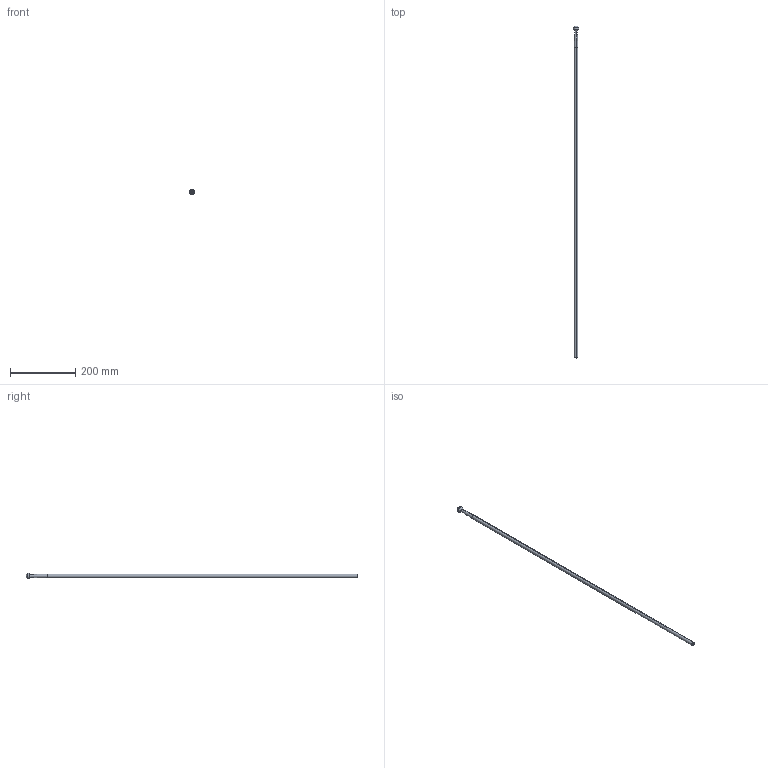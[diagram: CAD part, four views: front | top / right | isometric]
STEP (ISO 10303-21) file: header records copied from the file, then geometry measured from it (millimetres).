
FILE_DESCRIPTION (( 'STEP AP203' ), '1' );
FILE_NAME ('1442.STEP', '2020-12-22T07:37:58', ( '' ), ( '' ), 'SwSTEP 2.0', 'SolidWorks 2018', '' );
FILE_SCHEMA (( 'CONFIG_CONTROL_DESIGN' ));
Length unit declared in the file: millimetre
Products named in the file (2): 1442
Bounding box: 18 x 1020 x 18 mm (x, y, z)
Volume: 114699.4 mm3; surface area: 38629.6 mm2
Topology: 1 solids, 1 shells, 216 faces, 580 edges, 384 vertices
Faces by surface type: plane 132, bspline 74, cone 6, cylinder 4
Entity records: 9907 total; most frequent: CARTESIAN_POINT 4840, ORIENTED_EDGE 1160, DIRECTION 732, EDGE_CURVE 580, VECTOR 420, LINE 420, VERTEX_POINT 384, EDGE_LOOP 234
